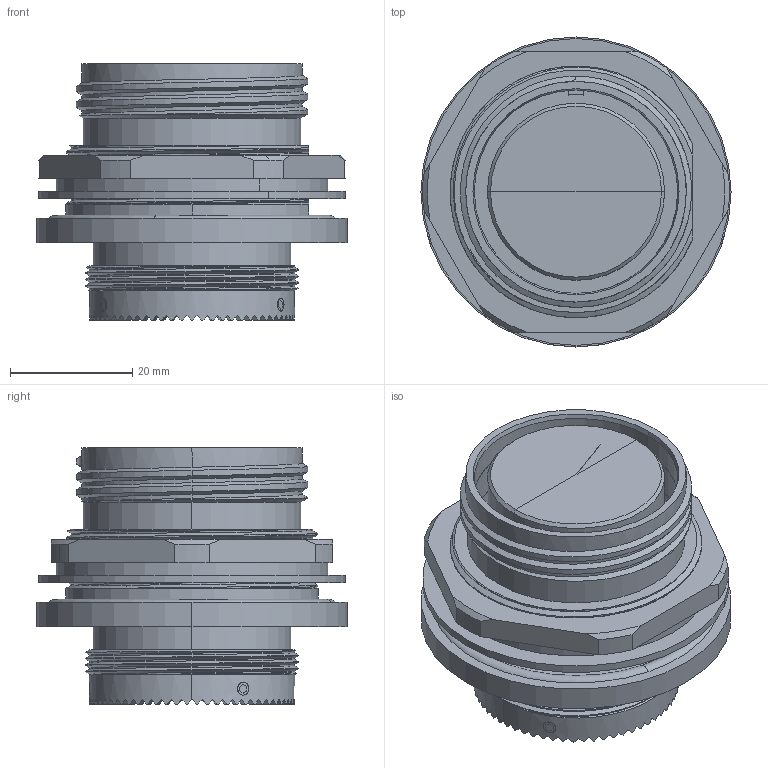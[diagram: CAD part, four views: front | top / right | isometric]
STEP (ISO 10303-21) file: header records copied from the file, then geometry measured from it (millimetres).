
FILE_DESCRIPTION (( 'STEP AP203' ), '1' );
FILE_NAME ('Size 23 Jam.STEP', '2019-03-29T18:05:36', ( '' ), ( '' ), 'SwSTEP 2.0', 'SolidWorks 2019', '' );
FILE_SCHEMA (( 'CONFIG_CONTROL_DESIGN' ));
Length unit declared in the file: inch
Products named in the file (1): Size 23 Jam
Bounding box: 50.67 x 50.67 x 41.91 mm (x, y, z)
Volume: 47955 mm3; surface area: 14858.9 mm2
Topology: 1 solids, 2 shells, 424 faces, 1182 edges, 779 vertices
Faces by surface type: plane 301, cylinder 74, cone 33, bspline 14, torus 2
Entity records: 18627 total; most frequent: CARTESIAN_POINT 8507, ORIENTED_EDGE 2360, DIRECTION 1968, EDGE_CURVE 1180, AXIS2_PLACEMENT_3D 780, VERTEX_POINT 779, EDGE_LOOP 445, FACE_OUTER_BOUND 424
